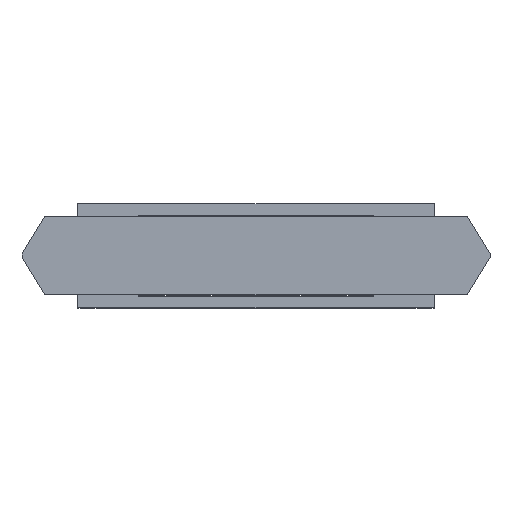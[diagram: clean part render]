
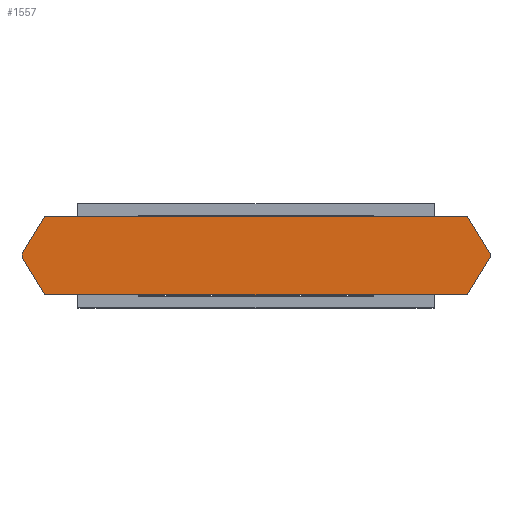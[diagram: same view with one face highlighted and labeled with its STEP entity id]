
A CAD part, top view. The second image highlights one B-rep face of the part: STEP entity #1557.
In plain terms, the highlighted planar face has unit normal (0, 0, 1).
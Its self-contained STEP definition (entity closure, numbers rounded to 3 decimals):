
#116=FACE_OUTER_BOUND('',#204,.T.);
#204=EDGE_LOOP('',(#1119,#1120,#1121,#1122,#1123,#1124,#1125,#1126));
#299=LINE('',#2334,#487);
#307=LINE('',#2351,#495);
#315=LINE('',#2366,#503);
#317=LINE('',#2370,#505);
#319=LINE('',#2374,#507);
#321=LINE('',#2378,#509);
#323=LINE('',#2381,#511);
#324=LINE('',#2383,#512);
#487=VECTOR('',#1874,10.);
#495=VECTOR('',#1892,10.);
#503=VECTOR('',#1904,10.);
#505=VECTOR('',#1908,10.);
#507=VECTOR('',#1912,10.);
#509=VECTOR('',#1916,10.);
#511=VECTOR('',#1920,10.);
#512=VECTOR('',#1923,10.);
#671=VERTEX_POINT('',#2331);
#672=VERTEX_POINT('',#2333);
#675=VERTEX_POINT('',#2348);
#676=VERTEX_POINT('',#2350);
#681=VERTEX_POINT('',#2365);
#682=VERTEX_POINT('',#2369);
#683=VERTEX_POINT('',#2373);
#684=VERTEX_POINT('',#2377);
#821=EDGE_CURVE('',#671,#672,#299,.T.);
#829=EDGE_CURVE('',#675,#676,#307,.T.);
#837=EDGE_CURVE('',#681,#676,#315,.T.);
#839=EDGE_CURVE('',#671,#682,#317,.T.);
#841=EDGE_CURVE('',#683,#672,#319,.T.);
#843=EDGE_CURVE('',#675,#684,#321,.T.);
#845=EDGE_CURVE('',#681,#682,#323,.T.);
#846=EDGE_CURVE('',#683,#684,#324,.T.);
#1119=ORIENTED_EDGE('',*,*,#837,.T.);
#1120=ORIENTED_EDGE('',*,*,#829,.F.);
#1121=ORIENTED_EDGE('',*,*,#843,.T.);
#1122=ORIENTED_EDGE('',*,*,#846,.F.);
#1123=ORIENTED_EDGE('',*,*,#841,.T.);
#1124=ORIENTED_EDGE('',*,*,#821,.F.);
#1125=ORIENTED_EDGE('',*,*,#839,.T.);
#1126=ORIENTED_EDGE('',*,*,#845,.F.);
#1490=PLANE('',#1718);
#1557=ADVANCED_FACE('',(#116),#1490,.T.);
#1718=AXIS2_PLACEMENT_3D('',#2384,#1924,#1925);
#1874=DIRECTION('',(1.,0.,0.));
#1892=DIRECTION('',(-1.,0.,0.));
#1904=DIRECTION('',(0.523,-0.852,0.));
#1908=DIRECTION('',(-0.523,-0.852,0.));
#1912=DIRECTION('',(-0.523,0.852,0.));
#1916=DIRECTION('',(0.523,0.852,0.));
#1920=DIRECTION('',(0.,1.,0.));
#1923=DIRECTION('',(0.,-1.,0.));
#1924=DIRECTION('center_axis',(0.,0.,1.));
#1925=DIRECTION('ref_axis',(1.,0.,0.));
#2331=CARTESIAN_POINT('',(-162.5,30.,0.));
#2333=CARTESIAN_POINT('',(162.5,30.,0.));
#2334=CARTESIAN_POINT('',(-180.,30.,0.));
#2348=CARTESIAN_POINT('',(162.5,-30.,0.));
#2350=CARTESIAN_POINT('',(-162.5,-30.,0.));
#2351=CARTESIAN_POINT('',(180.,-30.,0.));
#2365=CARTESIAN_POINT('',(-180.,-1.5,0.));
#2366=CARTESIAN_POINT('',(-155.692,-41.087,0.));
#2369=CARTESIAN_POINT('',(-180.,1.5,0.));
#2370=CARTESIAN_POINT('',(-146.942,55.337,0.));
#2373=CARTESIAN_POINT('',(180.,1.5,0.));
#2374=CARTESIAN_POINT('',(155.692,41.087,0.));
#2377=CARTESIAN_POINT('',(180.,-1.5,0.));
#2378=CARTESIAN_POINT('',(146.942,-55.337,0.));
#2381=CARTESIAN_POINT('',(-180.,-30.,0.));
#2383=CARTESIAN_POINT('',(180.,30.,0.));
#2384=CARTESIAN_POINT('Origin',(0.,0.,0.));
